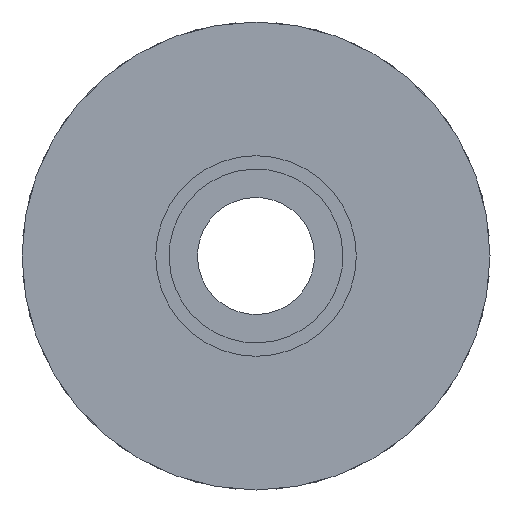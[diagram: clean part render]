
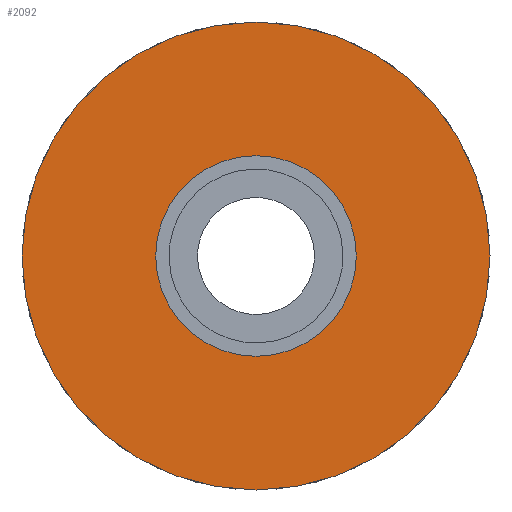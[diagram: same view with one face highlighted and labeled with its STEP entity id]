
A CAD part, front view. The second image highlights one B-rep face of the part: STEP entity #2092.
In plain terms, the highlighted planar face has unit normal (0, -1, 0).
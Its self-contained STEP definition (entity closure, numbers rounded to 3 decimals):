
#112 = ORIENTED_EDGE ( 'NONE', *, *, #504, .T. ) ;
#189 = CARTESIAN_POINT ( 'NONE',  ( -35., -58.035, 0. ) ) ;
#252 = EDGE_LOOP ( 'NONE', ( #1800, #2028 ) ) ;
#371 = CARTESIAN_POINT ( 'NONE',  ( 0., -58.035, 0. ) ) ;
#381 = AXIS2_PLACEMENT_3D ( 'NONE', #1884, #453, #2047 ) ;
#453 = DIRECTION ( 'NONE',  ( 0., 1., 0. ) ) ;
#497 = VERTEX_POINT ( 'NONE', #1396 ) ;
#504 = EDGE_CURVE ( 'NONE', #1419, #497, #1895, .T. ) ;
#532 = AXIS2_PLACEMENT_3D ( 'NONE', #1503, #557, #2002 ) ;
#548 = DIRECTION ( 'NONE',  ( -1., 0., 0. ) ) ;
#557 = DIRECTION ( 'NONE',  ( 0., 1., 0. ) ) ;
#668 = CIRCLE ( 'NONE', #532, 35. ) ;
#751 = PLANE ( 'NONE',  #1697 ) ;
#809 = CARTESIAN_POINT ( 'NONE',  ( -15., -58.035, 0. ) ) ;
#947 = AXIS2_PLACEMENT_3D ( 'NONE', #371, #1014, #548 ) ;
#1014 = DIRECTION ( 'NONE',  ( 0., 1., 0. ) ) ;
#1095 = DIRECTION ( 'NONE',  ( 0., 1., 0. ) ) ;
#1100 = DIRECTION ( 'NONE',  ( -1., 0., 0. ) ) ;
#1103 = EDGE_CURVE ( 'NONE', #497, #1419, #2006, .T. ) ;
#1187 = EDGE_CURVE ( 'NONE', #1807, #1792, #668, .T. ) ;
#1357 = EDGE_LOOP ( 'NONE', ( #112, #1962 ) ) ;
#1396 = CARTESIAN_POINT ( 'NONE',  ( 15., -58.035, 0. ) ) ;
#1419 = VERTEX_POINT ( 'NONE', #809 ) ;
#1477 = CARTESIAN_POINT ( 'NONE',  ( 35., -58.035, 0. ) ) ;
#1503 = CARTESIAN_POINT ( 'NONE',  ( 0., -58.035, 0. ) ) ;
#1561 = CARTESIAN_POINT ( 'NONE',  ( 15., -58.035, 0. ) ) ;
#1591 = FACE_BOUND ( 'NONE', #1357, .T. ) ;
#1694 = EDGE_CURVE ( 'NONE', #1792, #1807, #1714, .T. ) ;
#1697 = AXIS2_PLACEMENT_3D ( 'NONE', #1561, #1733, #1100 ) ;
#1714 = CIRCLE ( 'NONE', #381, 35. ) ;
#1733 = DIRECTION ( 'NONE',  ( 0., 1., 0. ) ) ;
#1792 = VERTEX_POINT ( 'NONE', #1477 ) ;
#1800 = ORIENTED_EDGE ( 'NONE', *, *, #1187, .F. ) ;
#1807 = VERTEX_POINT ( 'NONE', #189 ) ;
#1884 = CARTESIAN_POINT ( 'NONE',  ( 0., -58.035, 0. ) ) ;
#1888 = DIRECTION ( 'NONE',  ( -1., 0., 0. ) ) ;
#1890 = FACE_OUTER_BOUND ( 'NONE', #252, .T. ) ;
#1895 = CIRCLE ( 'NONE', #2065, 15. ) ;
#1962 = ORIENTED_EDGE ( 'NONE', *, *, #1103, .T. ) ;
#2002 = DIRECTION ( 'NONE',  ( -1., 0., 0. ) ) ;
#2006 = CIRCLE ( 'NONE', #947, 15. ) ;
#2028 = ORIENTED_EDGE ( 'NONE', *, *, #1694, .F. ) ;
#2047 = DIRECTION ( 'NONE',  ( -1., 0., 0. ) ) ;
#2065 = AXIS2_PLACEMENT_3D ( 'NONE', #2082, #1095, #1888 ) ;
#2082 = CARTESIAN_POINT ( 'NONE',  ( 0., -58.035, 0. ) ) ;
#2092 = ADVANCED_FACE ( 'NONE', ( #1890, #1591 ), #751, .F. ) ;
